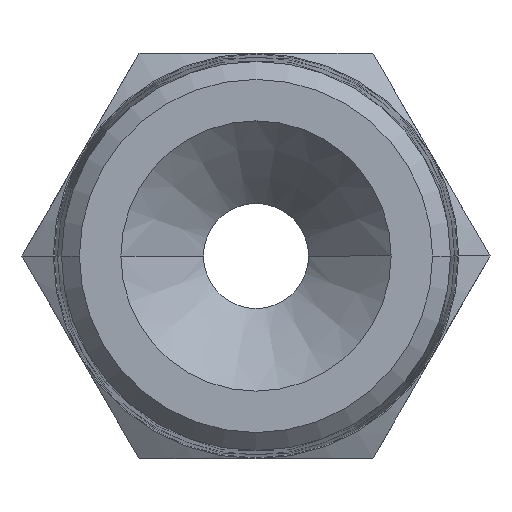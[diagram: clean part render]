
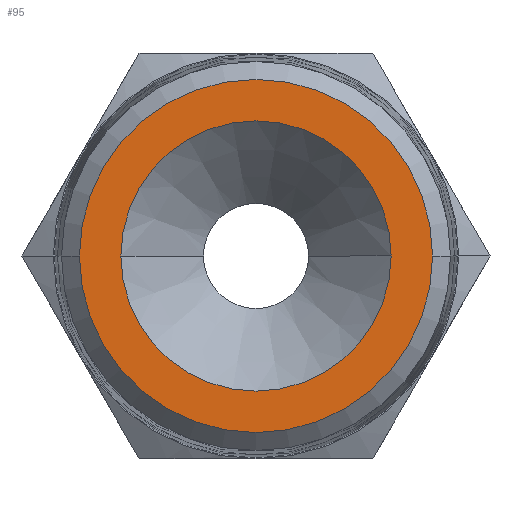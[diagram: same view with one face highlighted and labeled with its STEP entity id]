
A CAD part, left-side view. The second image highlights one B-rep face of the part: STEP entity #95.
In plain terms, the highlighted planar face has unit normal (-1, 0, 0).
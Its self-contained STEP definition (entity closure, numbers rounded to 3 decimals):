
#95=ADVANCED_FACE('',(#202,#203),#204,.T.);
#202=FACE_BOUND('',#310,.T.);
#203=FACE_OUTER_BOUND('',#311,.T.);
#204=PLANE('',#312);
#310=EDGE_LOOP('',(#662,#663));
#311=EDGE_LOOP('',(#664,#665));
#312=AXIS2_PLACEMENT_3D('',#666,#667,#668);
#662=ORIENTED_EDGE('',*,*,#716,.T.);
#663=ORIENTED_EDGE('',*,*,#715,.T.);
#664=ORIENTED_EDGE('',*,*,#674,.F.);
#665=ORIENTED_EDGE('',*,*,#771,.F.);
#666=CARTESIAN_POINT('',(0.0,-5.88,0.0));
#667=DIRECTION('',(-1.0,0.,-0.0));
#668=DIRECTION('',(0.,1.0,0.0));
#674=EDGE_CURVE('',#780,#782,#783,.T.);
#715=EDGE_CURVE('',#857,#859,#861,.T.);
#716=EDGE_CURVE('',#859,#857,#862,.T.);
#771=EDGE_CURVE('',#782,#780,#935,.T.);
#780=VERTEX_POINT('',#946);
#782=VERTEX_POINT('',#949);
#783=CIRCLE('',#950,11.761);
#857=VERTEX_POINT('',#1086);
#859=VERTEX_POINT('',#1089);
#861=CIRCLE('',#1092,9.0);
#862=CIRCLE('',#1093,9.0);
#935=CIRCLE('',#1392,11.761);
#946=CARTESIAN_POINT('',(0.0,-11.761,0.0));
#949=CARTESIAN_POINT('',(0.,11.761,0.));
#950=AXIS2_PLACEMENT_3D('',#1402,#1403,#1404);
#1086=CARTESIAN_POINT('',(0.,9.0,0.));
#1089=CARTESIAN_POINT('',(0.0,-9.0,0.));
#1092=AXIS2_PLACEMENT_3D('',#1473,#1474,#1475);
#1093=AXIS2_PLACEMENT_3D('',#1476,#1477,#1478);
#1392=AXIS2_PLACEMENT_3D('',#1569,#1570,#1571);
#1402=CARTESIAN_POINT('',(0.0,0.,0.0));
#1403=DIRECTION('',(1.0,0.,0.0));
#1404=DIRECTION('',(0.,-1.0,0.0));
#1473=CARTESIAN_POINT('',(0.0,0.0,0.0));
#1474=DIRECTION('',(1.0,0.,0.0));
#1475=DIRECTION('',(0.,1.0,0.0));
#1476=CARTESIAN_POINT('',(0.0,0.0,0.0));
#1477=DIRECTION('',(1.0,0.,0.0));
#1478=DIRECTION('',(0.,1.0,0.0));
#1569=CARTESIAN_POINT('',(0.0,0.,0.0));
#1570=DIRECTION('',(1.0,0.,0.0));
#1571=DIRECTION('',(0.,-1.0,0.0));
